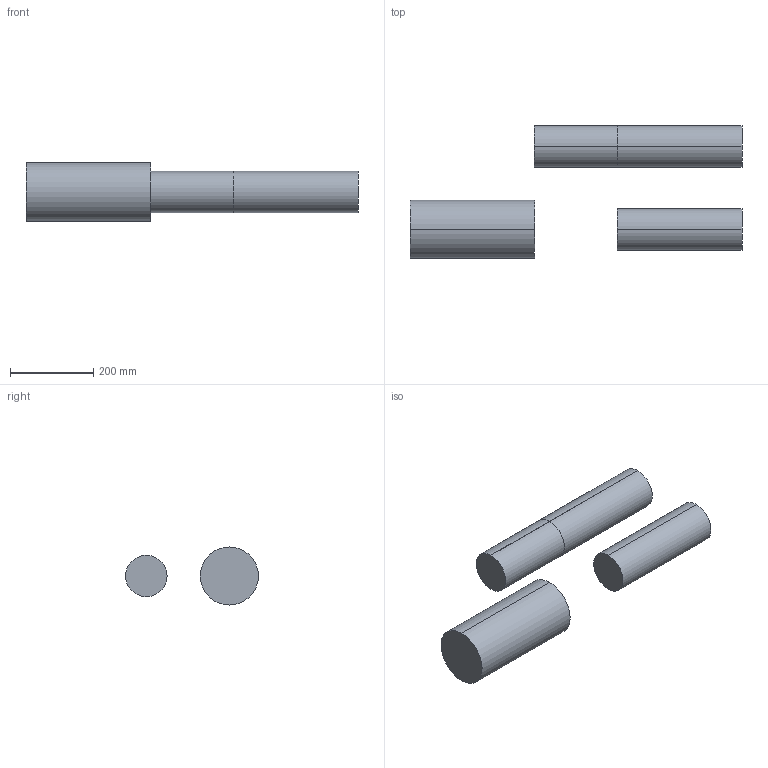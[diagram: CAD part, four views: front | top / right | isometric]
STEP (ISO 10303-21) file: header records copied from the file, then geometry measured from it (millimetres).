
FILE_DESCRIPTION(('STEP AP214'),'1');
FILE_NAME('CADstp.stp','2019-06-18T07:36:00',(' '),(' '),'Spatial InterOp 3D',' ',' ');
FILE_SCHEMA(('automotive_design'));
Length unit declared in the file: millimetre
Products named in the file (6): 1; 2; 3; 4; 5; 6
Bounding box: 800 x 320 x 140 mm (x, y, z)
Volume: 17184511.8 mm3; surface area: 743929.1 mm2
Topology: 6 solids, 6 shells, 24 faces, 36 edges, 24 vertices
Faces by surface type: cylinder 12, plane 12
Entity records: 875 total; most frequent: DIRECTION 120, CARTESIAN_POINT 90, ORIENTED_EDGE 72, AXIS2_PLACEMENT_3D 54, EDGE_CURVE 36, STYLED_ITEM 30, PRESENTATION_STYLE_ASSIGNMENT 30, SURFACE_STYLE_USAGE 30
